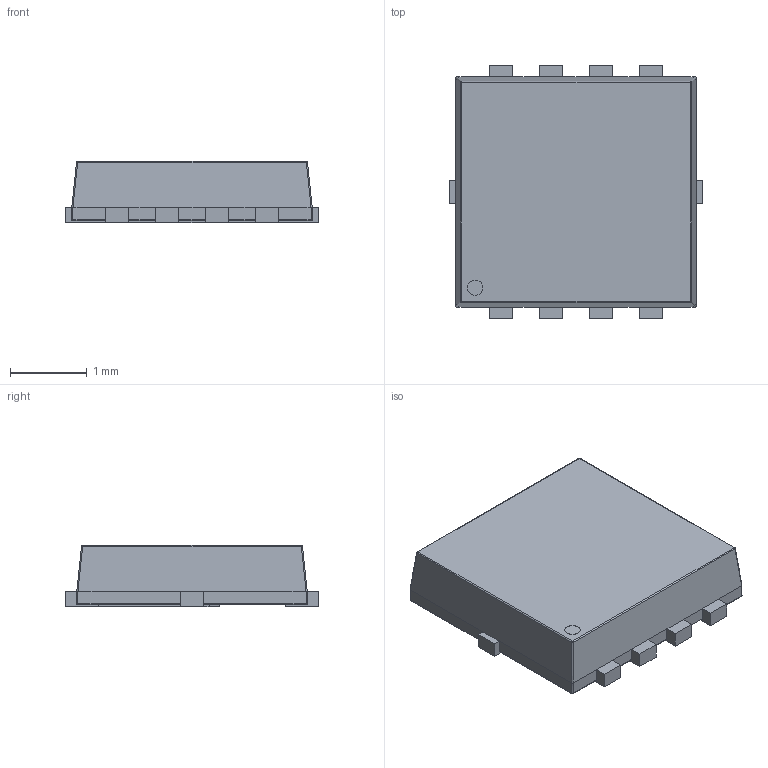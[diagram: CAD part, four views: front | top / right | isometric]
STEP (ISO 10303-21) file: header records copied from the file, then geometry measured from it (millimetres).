
FILE_DESCRIPTION (( 'STEP AP214' ), '1' );
FILE_NAME ('NVTFWS4D9N04XMTAG.STEP', '2024-09-04T01:33:37', ( '' ), ( '' ), 'SwSTEP 2.0', 'SolidWorks 2023', '' );
FILE_SCHEMA (( 'AUTOMOTIVE_DESIGN' ));
Length unit declared in the file: inch
Products named in the file (4): body; logo; NVTFWS4D9N04XMTAG; terminals
Assembly tree (3 placements, depth 2):
  NVTFWS4D9N04XMTAG
    body
    terminals
    logo
Bounding box: 3.3 x 3.3 x 0.8 mm (x, y, z)
Volume: 7.2 mm3; surface area: 42.4 mm2
Topology: 7 solids, 7 shells, 168 faces, 434 edges, 264 vertices
Faces by surface type: plane 124, cylinder 28, bspline 16
Entity records: 7449 total; most frequent: CARTESIAN_POINT 1108, ORIENTED_EDGE 836, DIRECTION 810, EDGE_CURVE 418, LINE 334, VECTOR 334, VERTEX_POINT 264, AXIS2_PLACEMENT_3D 238
